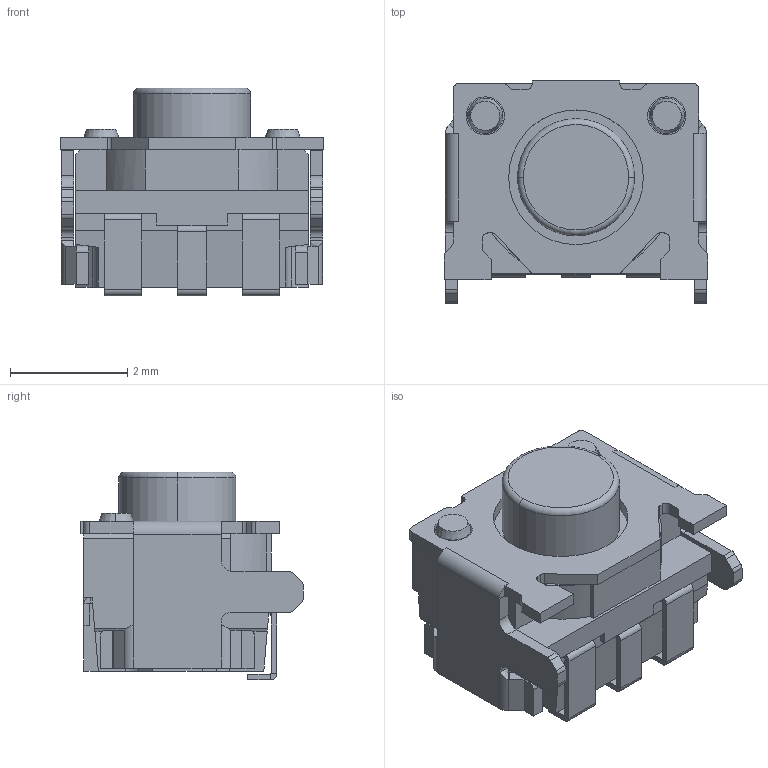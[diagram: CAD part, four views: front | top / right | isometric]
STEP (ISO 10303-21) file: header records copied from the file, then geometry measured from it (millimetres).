
FILE_DESCRIPTION (( 'STEP AP214' ), '1' );
FILE_NAME ('SKRTLAE010.STEP', '2019-04-08T21:05:17', ( '' ), ( '' ), 'SwSTEP 2.0', 'SolidWorks 2018', '' );
FILE_SCHEMA (( 'AUTOMOTIVE_DESIGN' ));
Length unit declared in the file: millimetre
Products named in the file (1): SKRTLAE010
Bounding box: 4.5 x 3.8 x 3.55 mm (x, y, z)
Volume: 32.9 mm3; surface area: 114.6 mm2
Topology: 1 solids, 1 shells, 365 faces, 908 edges, 550 vertices
Faces by surface type: plane 255, cylinder 100, cone 4, bspline 4, torus 2
Entity records: 12712 total; most frequent: CARTESIAN_POINT 1916, ORIENTED_EDGE 1816, DIRECTION 1814, EDGE_CURVE 908, VECTOR 678, LINE 678, AXIS2_PLACEMENT_3D 568, VERTEX_POINT 550
